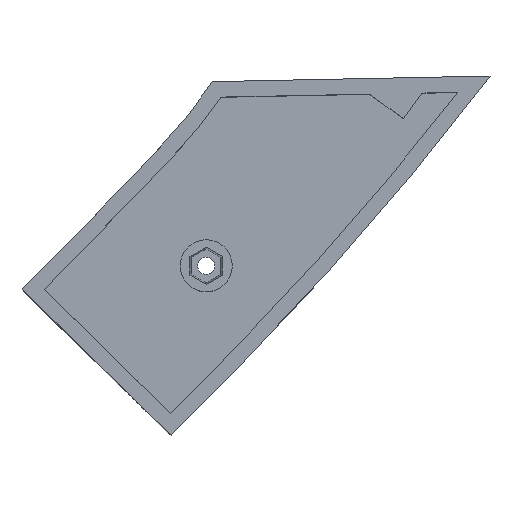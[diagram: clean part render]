
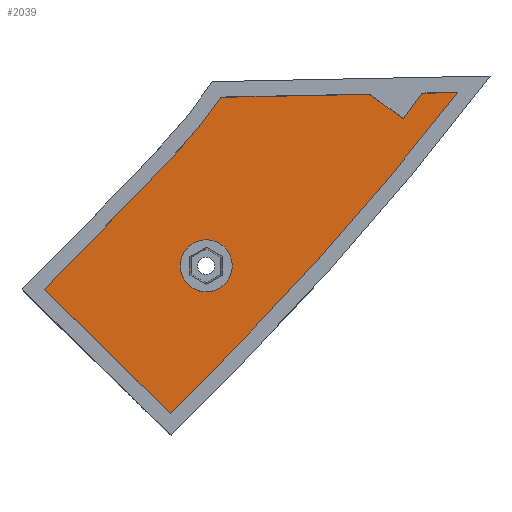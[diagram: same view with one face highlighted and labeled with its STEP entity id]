
A CAD part, top view. The second image highlights one B-rep face of the part: STEP entity #2039.
In plain terms, the highlighted planar face has unit normal (0, 0, 1).
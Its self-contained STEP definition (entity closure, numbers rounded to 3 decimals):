
#1 = B_SPLINE_CURVE_WITH_KNOTS ( 'NONE', 3,
 ( #2318, #2319, #2333, #2334, #2335, #2336, #2337, #2338, #2339, #2340 ),
 .UNSPECIFIED., .F., .F.,
 ( 4, 2, 2, 2, 4 ),
 ( 0., 0.25, 0.5, 0.75, 1. ),
 .UNSPECIFIED. ) ;
#450 = EDGE_LOOP ( 'NONE', ( #1430, #1429 ) ) ;
#463 = EDGE_LOOP ( 'NONE', ( #1288, #1442, #1441, #1440, #1439, #1438, #1437, #1436, #1435, #1434, #1433, #1432, #1431 ) ) ;
#533 = DIRECTION ( 'NONE',  ( 1., 0., 0. ) ) ;
#534 = DIRECTION ( 'NONE',  ( 0., 0., 1. ) ) ;
#535 = CARTESIAN_POINT ( 'NONE',  ( 74.455, 95.701, 3. ) ) ;
#585 = CIRCLE ( 'NONE', #787, 5. ) ;
#787 = AXIS2_PLACEMENT_3D ( 'NONE', #535, #534, #533 ) ;
#861 = CARTESIAN_POINT ( 'NONE',  ( 105.774, 128.593, 3. ) ) ;
#874 = CARTESIAN_POINT ( 'NONE',  ( 79.567, 79.488, 3. ) ) ;
#875 = CARTESIAN_POINT ( 'NONE',  ( 79.455, 95.701, 3. ) ) ;
#876 = CARTESIAN_POINT ( 'NONE',  ( 69.455, 95.701, 3. ) ) ;
#880 = CARTESIAN_POINT ( 'NONE',  ( 43.386, 91.146, 3. ) ) ;
#923 = CARTESIAN_POINT ( 'NONE',  ( 55.286, 103.287, 3. ) ) ;
#924 = CARTESIAN_POINT ( 'NONE',  ( 122.694, 128.933, 3. ) ) ;
#932 = CARTESIAN_POINT ( 'NONE',  ( 67.668, 67.347, 3. ) ) ;
#933 = CARTESIAN_POINT ( 'NONE',  ( 55.239, 103.333, 3. ) ) ;
#934 = CARTESIAN_POINT ( 'NONE',  ( 79.562, 79.494, 3. ) ) ;
#936 = CARTESIAN_POINT ( 'NONE',  ( 81.662, 81.636, 3. ) ) ;
#977 = CARTESIAN_POINT ( 'NONE',  ( 77.263, 128.02, 3. ) ) ;
#978 = CARTESIAN_POINT ( 'NONE',  ( 115.804, 128.795, 3. ) ) ;
#979 = CARTESIAN_POINT ( 'NONE',  ( 112.25, 123.896, 3. ) ) ;
#983 = CARTESIAN_POINT ( 'NONE',  ( 57.339, 105.475, 3. ) ) ;
#994 = EDGE_CURVE ( 'NONE', #1335, #1336, #585, .T. ) ;
#1113 = EDGE_CURVE ( 'NONE', #1383, #1393, #1208, .T. ) ;
#1114 = EDGE_CURVE ( 'NONE', #1340, #1383, #1211, .T. ) ;
#1115 = EDGE_CURVE ( 'NONE', #1392, #1340, #1214, .T. ) ;
#1116 = EDGE_CURVE ( 'NONE', #1334, #1392, #1217, .T. ) ;
#1117 = EDGE_CURVE ( 'NONE', #1394, #1334, #1220, .T. ) ;
#1208 = LINE ( 'NONE', #1209, #1957 ) ;
#1209 = CARTESIAN_POINT ( 'NONE',  ( 55.286, 103.287, 3. ) ) ;
#1210 = DIRECTION ( 'NONE',  ( -0.714, 0.7, 0. ) ) ;
#1211 = LINE ( 'NONE', #1212, #1964 ) ;
#1212 = CARTESIAN_POINT ( 'NONE',  ( 41.286, 89.004, 3. ) ) ;
#1213 = DIRECTION ( 'NONE',  ( 0.7, 0.714, 0. ) ) ;
#1214 = LINE ( 'NONE', #1215, #1963 ) ;
#1215 = CARTESIAN_POINT ( 'NONE',  ( 69.81, 65.247, 3. ) ) ;
#1216 = DIRECTION ( 'NONE',  ( -0.714, 0.7, 0. ) ) ;
#1217 = LINE ( 'NONE', #1218, #1951 ) ;
#1218 = CARTESIAN_POINT ( 'NONE',  ( 79.567, 79.488, 3. ) ) ;
#1219 = DIRECTION ( 'NONE',  ( -0.7, -0.714, 0. ) ) ;
#1220 = LINE ( 'NONE', #1222, #1966 ) ;
#1222 = CARTESIAN_POINT ( 'NONE',  ( 53.143, 105.387, 3. ) ) ;
#1223 = DIRECTION ( 'NONE',  ( 0.714, -0.7, 0. ) ) ;
#1244 = DIRECTION ( 'NONE',  ( 0.02, -1., 0. ) ) ;
#1288 = ORIENTED_EDGE ( 'NONE', *, *, #1113, .F. ) ;
#1316 = VERTEX_POINT ( 'NONE', #861 ) ;
#1334 = VERTEX_POINT ( 'NONE', #874 ) ;
#1335 = VERTEX_POINT ( 'NONE', #875 ) ;
#1336 = VERTEX_POINT ( 'NONE', #876 ) ;
#1340 = VERTEX_POINT ( 'NONE', #880 ) ;
#1383 = VERTEX_POINT ( 'NONE', #923 ) ;
#1384 = VERTEX_POINT ( 'NONE', #924 ) ;
#1392 = VERTEX_POINT ( 'NONE', #932 ) ;
#1393 = VERTEX_POINT ( 'NONE', #933 ) ;
#1394 = VERTEX_POINT ( 'NONE', #934 ) ;
#1429 = ORIENTED_EDGE ( 'NONE', *, *, #994, .F. ) ;
#1430 = ORIENTED_EDGE ( 'NONE', *, *, #2070, .F. ) ;
#1431 = ORIENTED_EDGE ( 'NONE', *, *, #2069, .F. ) ;
#1432 = ORIENTED_EDGE ( 'NONE', *, *, #2068, .F. ) ;
#1433 = ORIENTED_EDGE ( 'NONE', *, *, #2067, .F. ) ;
#1434 = ORIENTED_EDGE ( 'NONE', *, *, #2066, .F. ) ;
#1435 = ORIENTED_EDGE ( 'NONE', *, *, #2065, .F. ) ;
#1436 = ORIENTED_EDGE ( 'NONE', *, *, #2064, .F. ) ;
#1437 = ORIENTED_EDGE ( 'NONE', *, *, #2063, .F. ) ;
#1438 = ORIENTED_EDGE ( 'NONE', *, *, #2062, .T. ) ;
#1439 = ORIENTED_EDGE ( 'NONE', *, *, #1117, .F. ) ;
#1440 = ORIENTED_EDGE ( 'NONE', *, *, #1116, .F. ) ;
#1441 = ORIENTED_EDGE ( 'NONE', *, *, #1115, .F. ) ;
#1442 = ORIENTED_EDGE ( 'NONE', *, *, #1114, .F. ) ;
#1456 = VERTEX_POINT ( 'NONE', #936 ) ;
#1497 = VERTEX_POINT ( 'NONE', #977 ) ;
#1498 = VERTEX_POINT ( 'NONE', #978 ) ;
#1499 = VERTEX_POINT ( 'NONE', #979 ) ;
#1503 = VERTEX_POINT ( 'NONE', #983 ) ;
#1895 = AXIS2_PLACEMENT_3D ( 'NONE', #2345, #2346, #2347 ) ;
#1897 = VECTOR ( 'NONE', #2343, 1000. ) ;
#1898 = VECTOR ( 'NONE', #2332, 1000. ) ;
#1899 = VECTOR ( 'NONE', #2329, 1000. ) ;
#1900 = VECTOR ( 'NONE', #2326, 1000. ) ;
#1901 = AXIS2_PLACEMENT_3D ( 'NONE', #2320, #2321, #2322 ) ;
#1902 = VECTOR ( 'NONE', #2323, 1000. ) ;
#1903 = CIRCLE ( 'NONE', #1895, 5. ) ;
#1904 = VECTOR ( 'NONE', #2317, 1000. ) ;
#1907 = AXIS2_PLACEMENT_3D ( 'NONE', #2484, #2482, #1244 ) ;
#1951 = VECTOR ( 'NONE', #1219, 1000. ) ;
#1957 = VECTOR ( 'NONE', #1210, 1000. ) ;
#1961 = CIRCLE ( 'NONE', #1901, 564.894 ) ;
#1963 = VECTOR ( 'NONE', #1216, 1000. ) ;
#1964 = VECTOR ( 'NONE', #1213, 1000. ) ;
#1966 = VECTOR ( 'NONE', #1223, 1000. ) ;
#2039 = ADVANCED_FACE ( 'NONE', ( #2485, #2487 ), #2488, .T. ) ;
#2062 = EDGE_CURVE ( 'NONE', #1394, #1456, #2314, .T. ) ;
#2063 = EDGE_CURVE ( 'NONE', #1384, #1456, #1961, .T. ) ;
#2064 = EDGE_CURVE ( 'NONE', #1498, #1384, #2315, .T. ) ;
#2065 = EDGE_CURVE ( 'NONE', #1499, #1498, #2324, .T. ) ;
#2066 = EDGE_CURVE ( 'NONE', #1316, #1499, #2327, .T. ) ;
#2067 = EDGE_CURVE ( 'NONE', #1497, #1316, #2330, .T. ) ;
#2068 = EDGE_CURVE ( 'NONE', #1503, #1497, #1, .T. ) ;
#2069 = EDGE_CURVE ( 'NONE', #1393, #1503, #2341, .T. ) ;
#2070 = EDGE_CURVE ( 'NONE', #1336, #1335, #1903, .T. ) ;
#2309 = CARTESIAN_POINT ( 'NONE',  ( 75.675, 127.989, 3. ) ) ;
#2314 = LINE ( 'NONE', #2316, #1904 ) ;
#2315 = LINE ( 'NONE', #2309, #1902 ) ;
#2316 = CARTESIAN_POINT ( 'NONE',  ( 51.565, 50.929, 3. ) ) ;
#2317 = DIRECTION ( 'NONE',  ( 0.7, 0.714, 0. ) ) ;
#2318 = CARTESIAN_POINT ( 'NONE',  ( 57.339, 105.475, 3. ) ) ;
#2319 = CARTESIAN_POINT ( 'NONE',  ( 59.074, 107.291, 3. ) ) ;
#2320 = CARTESIAN_POINT ( 'NONE',  ( -323.865, 474.897, 3. ) ) ;
#2321 = DIRECTION ( 'NONE',  ( 0., 0., -1. ) ) ;
#2322 = DIRECTION ( 'NONE',  ( 0.02, -1., 0. ) ) ;
#2323 = DIRECTION ( 'NONE',  ( 1., 0.02, 0. ) ) ;
#2324 = LINE ( 'NONE', #2325, #1900 ) ;
#2325 = CARTESIAN_POINT ( 'NONE',  ( 128.703, 146.575, 3. ) ) ;
#2326 = DIRECTION ( 'NONE',  ( 0.587, 0.809, 0. ) ) ;
#2327 = LINE ( 'NONE', #2328, #1899 ) ;
#2328 = CARTESIAN_POINT ( 'NONE',  ( -340.318, 452.217, 3. ) ) ;
#2329 = DIRECTION ( 'NONE',  ( 0.809, -0.587, 0. ) ) ;
#2330 = LINE ( 'NONE', #2331, #1898 ) ;
#2331 = CARTESIAN_POINT ( 'NONE',  ( 75.675, 127.989, 3. ) ) ;
#2332 = DIRECTION ( 'NONE',  ( 1., 0.02, 0. ) ) ;
#2333 = CARTESIAN_POINT ( 'NONE',  ( 60.841, 109.077, 3. ) ) ;
#2334 = CARTESIAN_POINT ( 'NONE',  ( 64.351, 112.67, 3. ) ) ;
#2335 = CARTESIAN_POINT ( 'NONE',  ( 66.096, 114.476, 3. ) ) ;
#2336 = CARTESIAN_POINT ( 'NONE',  ( 69.505, 118.164, 3. ) ) ;
#2337 = CARTESIAN_POINT ( 'NONE',  ( 71.171, 120.047, 3. ) ) ;
#2338 = CARTESIAN_POINT ( 'NONE',  ( 74.351, 123.931, 3. ) ) ;
#2339 = CARTESIAN_POINT ( 'NONE',  ( 75.865, 125.931, 3. ) ) ;
#2340 = CARTESIAN_POINT ( 'NONE',  ( 77.263, 128.02, 3. ) ) ;
#2341 = LINE ( 'NONE', #2342, #1897 ) ;
#2342 = CARTESIAN_POINT ( 'NONE',  ( 27.242, 74.768, 3. ) ) ;
#2343 = DIRECTION ( 'NONE',  ( 0.7, 0.714, 0. ) ) ;
#2345 = CARTESIAN_POINT ( 'NONE',  ( 74.455, 95.701, 3. ) ) ;
#2346 = DIRECTION ( 'NONE',  ( 0., 0., 1. ) ) ;
#2347 = DIRECTION ( 'NONE',  ( 1., 0., 0. ) ) ;
#2482 = DIRECTION ( 'NONE',  ( 0., 0., 1. ) ) ;
#2484 = CARTESIAN_POINT ( 'NONE',  ( -323.865, 474.897, 3. ) ) ;
#2485 = FACE_OUTER_BOUND ( 'NONE', #463, .T. ) ;
#2487 = FACE_BOUND ( 'NONE', #450, .T. ) ;
#2488 = PLANE ( 'NONE',  #1907 ) ;
